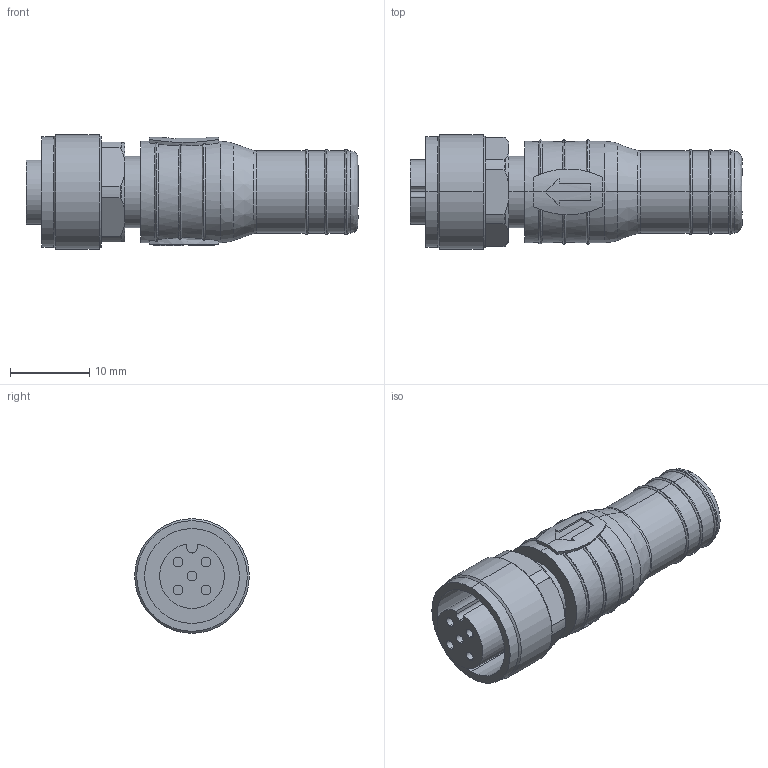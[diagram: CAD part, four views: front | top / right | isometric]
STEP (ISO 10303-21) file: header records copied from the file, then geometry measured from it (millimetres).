
FILE_DESCRIPTION (( 'STEP AP203' ), '1' );
FILE_NAME ('P277.STEP', '2020-03-31T07:02:34', ( 'edpusr' ), ( 'Microsoft' ), 'SwSTEP 2.0', 'SolidWorks 2015', '' );
FILE_SCHEMA (( 'CONFIG_CONTROL_DESIGN' ));
Length unit declared in the file: millimetre
Products named in the file (1): P277
Bounding box: 42 x 14.5 x 14.5 mm (x, y, z)
Volume: 4297.1 mm3; surface area: 2681.6 mm2
Topology: 1 solids, 1 shells, 179 faces, 459 edges, 294 vertices
Faces by surface type: plane 59, bspline 52, cylinder 50, cone 18
Entity records: 7540 total; most frequent: CARTESIAN_POINT 3377, ORIENTED_EDGE 918, DIRECTION 765, EDGE_CURVE 459, VERTEX_POINT 294, AXIS2_PLACEMENT_3D 286, VECTOR 193, LINE 193
